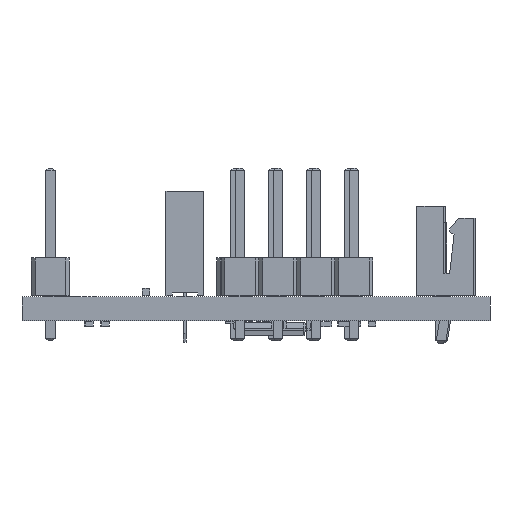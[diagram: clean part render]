
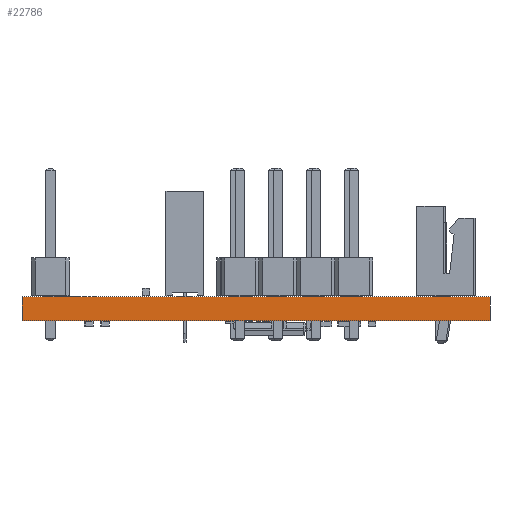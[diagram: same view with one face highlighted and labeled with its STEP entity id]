
A CAD part, front view. The second image highlights one B-rep face of the part: STEP entity #22786.
In plain terms, the highlighted planar face has unit normal (0, -1, 0).
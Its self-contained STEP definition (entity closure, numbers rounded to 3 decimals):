
#22786 = ADVANCED_FACE('',(#22787),#22821,.T.);
#22787 = FACE_BOUND('',#22788,.T.);
#22788 = EDGE_LOOP('',(#22789,#22799,#22807,#22815));
#22789 = ORIENTED_EDGE('',*,*,#22790,.T.);
#22790 = EDGE_CURVE('',#22791,#22793,#22795,.T.);
#22791 = VERTEX_POINT('',#22792);
#22792 = CARTESIAN_POINT('',(115.35,-88.75,0.));
#22793 = VERTEX_POINT('',#22794);
#22794 = CARTESIAN_POINT('',(115.35,-88.75,1.6));
#22795 = LINE('',#22796,#22797);
#22796 = CARTESIAN_POINT('',(115.35,-88.75,0.));
#22797 = VECTOR('',#22798,1.);
#22798 = DIRECTION('',(0.,0.,1.));
#22799 = ORIENTED_EDGE('',*,*,#22800,.T.);
#22800 = EDGE_CURVE('',#22793,#22801,#22803,.T.);
#22801 = VERTEX_POINT('',#22802);
#22802 = CARTESIAN_POINT('',(84.05,-88.75,1.6));
#22803 = LINE('',#22804,#22805);
#22804 = CARTESIAN_POINT('',(115.35,-88.75,1.6));
#22805 = VECTOR('',#22806,1.);
#22806 = DIRECTION('',(-1.,0.,0.));
#22807 = ORIENTED_EDGE('',*,*,#22808,.F.);
#22808 = EDGE_CURVE('',#22809,#22801,#22811,.T.);
#22809 = VERTEX_POINT('',#22810);
#22810 = CARTESIAN_POINT('',(84.05,-88.75,0.));
#22811 = LINE('',#22812,#22813);
#22812 = CARTESIAN_POINT('',(84.05,-88.75,0.));
#22813 = VECTOR('',#22814,1.);
#22814 = DIRECTION('',(0.,0.,1.));
#22815 = ORIENTED_EDGE('',*,*,#22816,.F.);
#22816 = EDGE_CURVE('',#22791,#22809,#22817,.T.);
#22817 = LINE('',#22818,#22819);
#22818 = CARTESIAN_POINT('',(115.35,-88.75,0.));
#22819 = VECTOR('',#22820,1.);
#22820 = DIRECTION('',(-1.,0.,0.));
#22821 = PLANE('',#22822);
#22822 = AXIS2_PLACEMENT_3D('',#22823,#22824,#22825);
#22823 = CARTESIAN_POINT('',(115.35,-88.75,0.));
#22824 = DIRECTION('',(0.,-1.,0.));
#22825 = DIRECTION('',(-1.,0.,0.));
